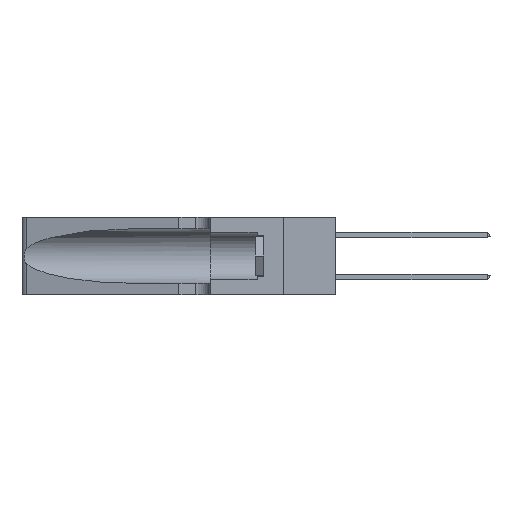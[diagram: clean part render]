
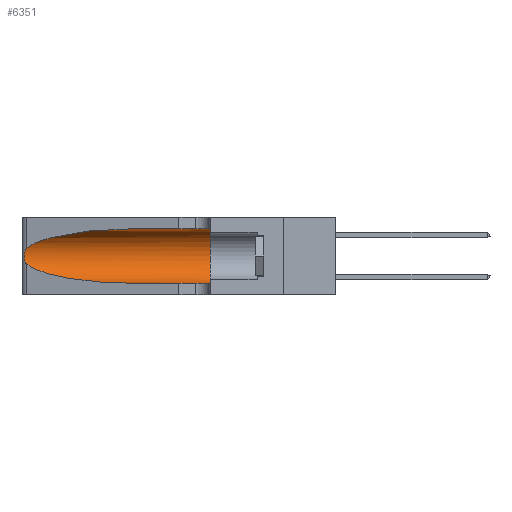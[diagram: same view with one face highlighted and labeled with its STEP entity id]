
A CAD part, left-side view. The second image highlights one B-rep face of the part: STEP entity #6351.
In plain terms, the highlighted cylindrical face has radius 3.308 mm (diameter 6.617 mm), a partial arc.
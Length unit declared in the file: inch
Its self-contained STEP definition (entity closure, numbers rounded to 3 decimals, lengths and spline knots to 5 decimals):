
#93 = CARTESIAN_POINT ( 'NONE',  ( 0.18966, 0.96281, 0.31525 ) ) ;
#544 = CARTESIAN_POINT ( 'NONE',  ( 0.26017, 1.23833, 0.17102 ) ) ;
#914 = ORIENTED_EDGE ( 'NONE', *, *, #14152, .T. ) ;
#2432 = AXIS2_PLACEMENT_3D ( 'NONE', #21625, #11823, #26769 ) ;
#2480 = FACE_OUTER_BOUND ( 'NONE', #4619, .T. ) ;
#3136 = CARTESIAN_POINT ( 'NONE',  ( 0.25789, 1.23486, 0.15765 ) ) ;
#4619 = EDGE_LOOP ( 'NONE', ( #7769, #25733, #13483, #914, #26611, #5176 ) ) ;
#5176 = ORIENTED_EDGE ( 'NONE', *, *, #26658, .F. ) ;
#5450 = B_SPLINE_CURVE_WITH_KNOTS ( 'NONE', 3,
 ( #25654, #5539, #30530, #10678, #28127, #13214, #30627, #15756, #544, #18268, #3136, #20730, #5644, #23234 ),
 .UNSPECIFIED., .F., .F.,
 ( 4, 2, 2, 2, 2, 2, 4 ),
 ( 0., 0.00027, 0.00053, 0.00107, 0.0016, 0.00187, 0.00214 ),
 .UNSPECIFIED. ) ;
#5469 = DIRECTION ( 'NONE',  ( 0., -1., 0. ) ) ;
#5539 = CARTESIAN_POINT ( 'NONE',  ( 0.25555, 1.22994, 0.2215 ) ) ;
#5644 = CARTESIAN_POINT ( 'NONE',  ( 0.25555, 1.22993, 0.14849 ) ) ;
#6351 = ADVANCED_FACE ( 'NONE', ( #2480 ), #21753, .F. ) ;
#6604 = CARTESIAN_POINT ( 'NONE',  ( 0.1305, 0.35, 0.185 ) ) ;
#6778 = EDGE_CURVE ( 'NONE', #30525, #15093, #5450, .T. ) ;
#7769 = ORIENTED_EDGE ( 'NONE', *, *, #17143, .T. ) ;
#7806 = CARTESIAN_POINT ( 'NONE',  ( 0.25487, 1.22718, 0.22369 ) ) ;
#8191 = CARTESIAN_POINT ( 'NONE',  ( 0.1305, 0.35, 0.31525 ) ) ;
#8869 = DIRECTION ( 'NONE',  ( 0., -1., 0. ) ) ;
#9184 = DIRECTION ( 'NONE',  ( 0., 0., 1. ) ) ;
#9701 = CARTESIAN_POINT ( 'NONE',  ( 0.25487, 1.22718, 0.14631 ) ) ;
#10678 = CARTESIAN_POINT ( 'NONE',  ( 0.25787, 1.23484, 0.2124 ) ) ;
#11293 = VECTOR ( 'NONE', #8869, 39.37008 ) ;
#11823 = DIRECTION ( 'NONE',  ( 0., -1., 0. ) ) ;
#13214 = CARTESIAN_POINT ( 'NONE',  ( 0.26018, 1.23835, 0.19895 ) ) ;
#13298 = CARTESIAN_POINT ( 'NONE',  ( 0.25487, 1.22718, 0.22369 ) ) ;
#13483 = ORIENTED_EDGE ( 'NONE', *, *, #30261, .T. ) ;
#14152 = EDGE_CURVE ( 'NONE', #21405, #16910, #24578, .T. ) ;
#14777 = CARTESIAN_POINT ( 'NONE',  ( 0.25487, 1.22718, 0.14631 ) ) ;
#14818 =( BOUNDED_CURVE ( )  B_SPLINE_CURVE ( 3, ( #17856, #93, #22811, #7806 ),
 .UNSPECIFIED., .F., .T. ) 
 B_SPLINE_CURVE_WITH_KNOTS ( ( 4, 4 ),
 ( 1.5708, 2.84003 ),
 .UNSPECIFIED. ) 
 CURVE ( )  GEOMETRIC_REPRESENTATION_ITEM ( )  RATIONAL_B_SPLINE_CURVE ( ( 1., 0.87, 0.87, 1. ) ) 
 REPRESENTATION_ITEM ( '' )  );
#15093 = VERTEX_POINT ( 'NONE', #14777 ) ;
#15756 = CARTESIAN_POINT ( 'NONE',  ( 0.26075, 1.23896, 0.178 ) ) ;
#16910 = VERTEX_POINT ( 'NONE', #24360 ) ;
#17143 = EDGE_CURVE ( 'NONE', #20687, #30525, #14818, .T. ) ;
#17288 = CARTESIAN_POINT ( 'NONE',  ( 0.1305, 0.72297, 0.05475 ) ) ;
#17856 = CARTESIAN_POINT ( 'NONE',  ( 0.1305, 0.72297, 0.31525 ) ) ;
#18239 =( BOUNDED_CURVE ( )  B_SPLINE_CURVE ( 3, ( #9701, #24678, #32156, #17288 ),
 .UNSPECIFIED., .F., .F. ) 
 B_SPLINE_CURVE_WITH_KNOTS ( ( 4, 4 ),
 ( 3.44316, 4.71239 ),
 .UNSPECIFIED. ) 
 CURVE ( )  GEOMETRIC_REPRESENTATION_ITEM ( )  RATIONAL_B_SPLINE_CURVE ( ( 1., 0.87, 0.87, 1. ) ) 
 REPRESENTATION_ITEM ( '' )  );
#18268 = CARTESIAN_POINT ( 'NONE',  ( 0.25856, 1.23593, 0.16098 ) ) ;
#19082 = VECTOR ( 'NONE', #5469, 39.37008 ) ;
#20565 = CARTESIAN_POINT ( 'NONE',  ( 0.1305, 1.61858, 0.31525 ) ) ;
#20687 = VERTEX_POINT ( 'NONE', #20760 ) ;
#20730 = CARTESIAN_POINT ( 'NONE',  ( 0.25639, 1.23186, 0.15144 ) ) ;
#20760 = CARTESIAN_POINT ( 'NONE',  ( 0.1305, 0.72297, 0.31525 ) ) ;
#21405 = VERTEX_POINT ( 'NONE', #28558 ) ;
#21625 = CARTESIAN_POINT ( 'NONE',  ( 0.1305, 1.61858, 0.185 ) ) ;
#21753 = CYLINDRICAL_SURFACE ( 'NONE', #2432, 0.13025 ) ;
#22811 = CARTESIAN_POINT ( 'NONE',  ( 0.2373, 1.15595, 0.28018 ) ) ;
#23234 = CARTESIAN_POINT ( 'NONE',  ( 0.25487, 1.22718, 0.14631 ) ) ;
#23604 = AXIS2_PLACEMENT_3D ( 'NONE', #6604, #24157, #9184 ) ;
#24157 = DIRECTION ( 'NONE',  ( 0., 1., 0. ) ) ;
#24360 = CARTESIAN_POINT ( 'NONE',  ( 0.1305, 0.35, 0.05475 ) ) ;
#24578 = LINE ( 'NONE', #26375, #11293 ) ;
#24678 = CARTESIAN_POINT ( 'NONE',  ( 0.2373, 1.15595, 0.08982 ) ) ;
#25654 = CARTESIAN_POINT ( 'NONE',  ( 0.25487, 1.22718, 0.22369 ) ) ;
#25733 = ORIENTED_EDGE ( 'NONE', *, *, #6778, .T. ) ;
#26025 = CIRCLE ( 'NONE', #23604, 0.13025 ) ;
#26375 = CARTESIAN_POINT ( 'NONE',  ( 0.1305, 1.61858, 0.05475 ) ) ;
#26611 = ORIENTED_EDGE ( 'NONE', *, *, #29404, .F. ) ;
#26658 = EDGE_CURVE ( 'NONE', #20687, #29158, #31527, .T. ) ;
#26769 = DIRECTION ( 'NONE',  ( 0., 0., -1. ) ) ;
#28127 = CARTESIAN_POINT ( 'NONE',  ( 0.25854, 1.2359, 0.20912 ) ) ;
#28558 = CARTESIAN_POINT ( 'NONE',  ( 0.1305, 0.72297, 0.05475 ) ) ;
#29158 = VERTEX_POINT ( 'NONE', #8191 ) ;
#29404 = EDGE_CURVE ( 'NONE', #29158, #16910, #26025, .T. ) ;
#30261 = EDGE_CURVE ( 'NONE', #15093, #21405, #18239, .T. ) ;
#30525 = VERTEX_POINT ( 'NONE', #13298 ) ;
#30530 = CARTESIAN_POINT ( 'NONE',  ( 0.25639, 1.23184, 0.21858 ) ) ;
#30627 = CARTESIAN_POINT ( 'NONE',  ( 0.26075, 1.23896, 0.19203 ) ) ;
#31527 = LINE ( 'NONE', #20565, #19082 ) ;
#32156 = CARTESIAN_POINT ( 'NONE',  ( 0.18966, 0.96281, 0.05475 ) ) ;
